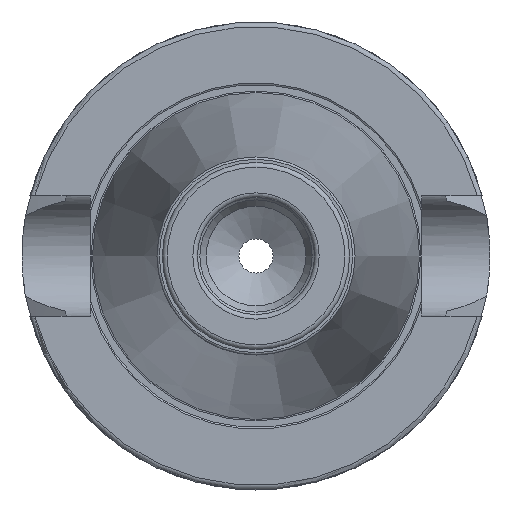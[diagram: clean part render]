
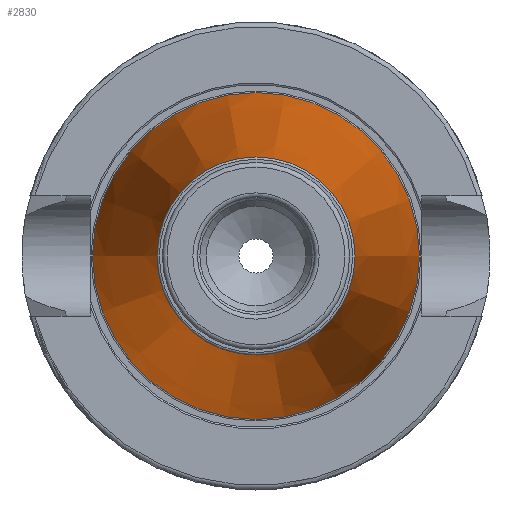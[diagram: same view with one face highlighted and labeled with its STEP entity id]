
A CAD part, left-side view. The second image highlights one B-rep face of the part: STEP entity #2830.
In plain terms, the highlighted conical face has half-angle 8.297 degrees and reference radius 28.044 mm.
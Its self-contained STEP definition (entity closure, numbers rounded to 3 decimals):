
#2796=CARTESIAN_POINT('',(-94.372,21.162,0.0));
#2797=VERTEX_POINT('',#2796);
#2798=CARTESIAN_POINT('',(-94.372,0.0,0.0));
#2799=DIRECTION('',(1.0,0.0,0.0));
#2800=DIRECTION('',(0.0,1.0,0.0));
#2801=AXIS2_PLACEMENT_3D('',#2798,#2799,#2800);
#2802=CIRCLE('',#2801,21.162);
#2803=EDGE_CURVE('',#2797,#2797,#2802,.T.);
#2811=CARTESIAN_POINT('',(-47.186,0.0,0.0));
#2812=DIRECTION('',(1.0,0.0,0.0));
#2813=DIRECTION('',(0.0,1.0,0.0));
#2814=AXIS2_PLACEMENT_3D('',#2811,#2812,#2813);
#2815=CONICAL_SURFACE('',#2814,28.044,8.297);
#2816=CARTESIAN_POINT('',(0.0,34.925,0.0));
#2817=VERTEX_POINT('',#2816);
#2818=CARTESIAN_POINT('',(0.0,0.0,0.0));
#2819=DIRECTION('',(1.0,0.0,0.0));
#2820=DIRECTION('',(0.0,1.0,0.0));
#2821=AXIS2_PLACEMENT_3D('',#2818,#2819,#2820);
#2822=CIRCLE('',#2821,34.925);
#2823=EDGE_CURVE('',#2817,#2817,#2822,.T.);
#2824=ORIENTED_EDGE('',*,*,#2823,.F.);
#2825=EDGE_LOOP('',(#2824));
#2826=FACE_OUTER_BOUND('',#2825,.T.);
#2827=ORIENTED_EDGE('',*,*,#2803,.T.);
#2828=EDGE_LOOP('',(#2827));
#2829=FACE_BOUND('',#2828,.T.);
#2830=ADVANCED_FACE('',(#2826,#2829),#2815,.T.);
